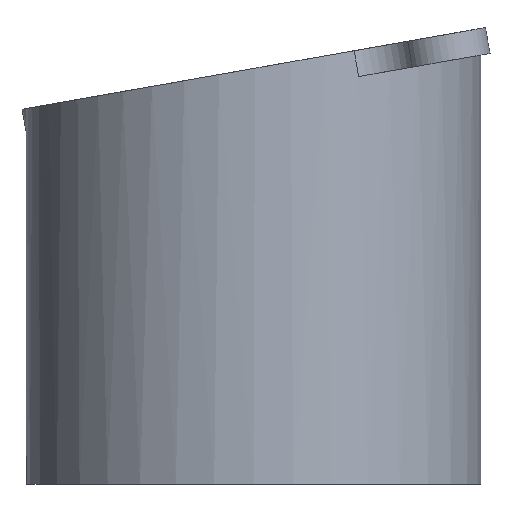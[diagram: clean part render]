
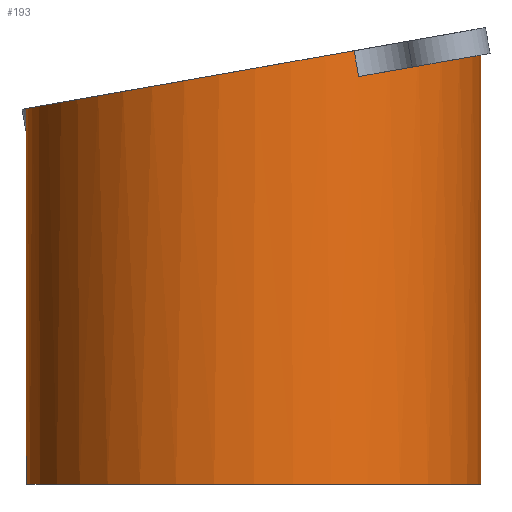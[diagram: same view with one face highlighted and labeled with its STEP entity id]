
A CAD part, front view. The second image highlights one B-rep face of the part: STEP entity #193.
In plain terms, the highlighted cylindrical face has radius 26 mm (diameter 52 mm), a partial arc.
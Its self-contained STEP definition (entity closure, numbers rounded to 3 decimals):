
#58 = VECTOR ( 'NONE', #469, 1000. ) ;
#60 = AXIS2_PLACEMENT_3D ( 'NONE', #790, #176, #466 ) ;
#90 = CARTESIAN_POINT ( 'NONE',  ( -26., 0., 70. ) ) ;
#144 = ORIENTED_EDGE ( 'NONE', *, *, #357, .F. ) ;
#171 = EDGE_CURVE ( 'NONE', #374, #360, #292, .T. ) ;
#176 = DIRECTION ( 'NONE',  ( 0., 0., 1. ) ) ;
#193 = ADVANCED_FACE ( 'NONE', ( #408 ), #423, .T. ) ;
#199 = LINE ( 'NONE', #241, #58 ) ;
#203 = CARTESIAN_POINT ( 'NONE',  ( -26., -52., 43. ) ) ;
#207 = EDGE_LOOP ( 'NONE', ( #144, #685, #785, #538 ) ) ;
#210 = VERTEX_POINT ( 'NONE', #524 ) ;
#241 = CARTESIAN_POINT ( 'NONE',  ( 26., 0., 70. ) ) ;
#275 =( BOUNDED_CURVE ( )  B_SPLINE_CURVE ( 3, ( #687, #561, #203, #447 ),
 .UNSPECIFIED., .F., .T. ) 
 B_SPLINE_CURVE_WITH_KNOTS ( ( 4, 4 ),
 ( 3.142, 6.283 ),
 .UNSPECIFIED. ) 
 CURVE ( )  GEOMETRIC_REPRESENTATION_ITEM ( )  RATIONAL_B_SPLINE_CURVE ( ( 1., 0.333, 0.333, 1. ) ) 
 REPRESENTATION_ITEM ( '' )  );
#292 = LINE ( 'NONE', #90, #340 ) ;
#310 = EDGE_CURVE ( 'NONE', #360, #580, #531, .T. ) ;
#340 = VECTOR ( 'NONE', #507, 1000. ) ;
#357 = EDGE_CURVE ( 'NONE', #210, #580, #199, .T. ) ;
#359 = CARTESIAN_POINT ( 'NONE',  ( -26., 0., 0. ) ) ;
#360 = VERTEX_POINT ( 'NONE', #359 ) ;
#374 = VERTEX_POINT ( 'NONE', #665 ) ;
#399 = DIRECTION ( 'NONE',  ( -1., 0., 0. ) ) ;
#408 = FACE_OUTER_BOUND ( 'NONE', #207, .T. ) ;
#423 = CYLINDRICAL_SURFACE ( 'NONE', #625, 26. ) ;
#447 = CARTESIAN_POINT ( 'NONE',  ( -26., 0., 43. ) ) ;
#466 = DIRECTION ( 'NONE',  ( 1., 0., 0. ) ) ;
#467 = CARTESIAN_POINT ( 'NONE',  ( 26., 0., 0. ) ) ;
#469 = DIRECTION ( 'NONE',  ( 0., 0., -1. ) ) ;
#507 = DIRECTION ( 'NONE',  ( 0., 0., -1. ) ) ;
#524 = CARTESIAN_POINT ( 'NONE',  ( 26., 0., 52.169 ) ) ;
#531 = CIRCLE ( 'NONE', #60, 26. ) ;
#538 = ORIENTED_EDGE ( 'NONE', *, *, #310, .T. ) ;
#561 = CARTESIAN_POINT ( 'NONE',  ( 26., -52., 52.169 ) ) ;
#580 = VERTEX_POINT ( 'NONE', #467 ) ;
#614 = EDGE_CURVE ( 'NONE', #210, #374, #275, .T. ) ;
#625 = AXIS2_PLACEMENT_3D ( 'NONE', #648, #712, #399 ) ;
#648 = CARTESIAN_POINT ( 'NONE',  ( 0., 0., 70. ) ) ;
#665 = CARTESIAN_POINT ( 'NONE',  ( -26., 0., 43. ) ) ;
#685 = ORIENTED_EDGE ( 'NONE', *, *, #614, .T. ) ;
#687 = CARTESIAN_POINT ( 'NONE',  ( 26., 0., 52.169 ) ) ;
#712 = DIRECTION ( 'NONE',  ( 0., 0., -1. ) ) ;
#785 = ORIENTED_EDGE ( 'NONE', *, *, #171, .T. ) ;
#790 = CARTESIAN_POINT ( 'NONE',  ( 0., 0., 0. ) ) ;
